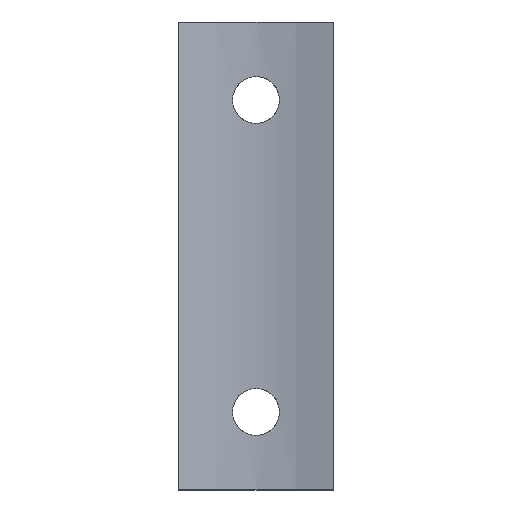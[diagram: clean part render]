
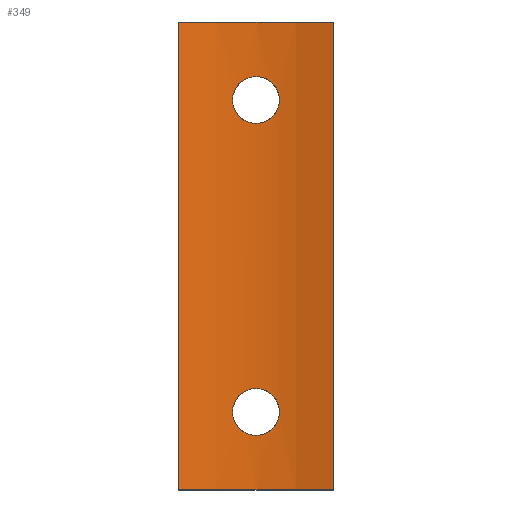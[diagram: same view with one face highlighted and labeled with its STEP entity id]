
A CAD part, top view. The second image highlights one B-rep face of the part: STEP entity #349.
In plain terms, the highlighted cylindrical face has radius 76.2 mm (diameter 152.4 mm), a partial arc.
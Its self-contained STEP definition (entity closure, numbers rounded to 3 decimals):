
#15=B_SPLINE_CURVE_WITH_KNOTS('',3,(#584,#585,#586,#587,#588,#589,#590,
#591,#592,#593,#594,#595,#596,#597,#598,#599,#600,#601,#602,#603,#604,#605,
#606,#607,#608,#609,#610,#611,#612,#613,#614,#615,#616,#617),
 .UNSPECIFIED.,.T.,.F.,(4,2,2,2,2,2,2,2,2,2,2,2,2,2,2,2,4),(0.,0.283,
0.565,0.848,1.131,1.414,1.696,
1.979,2.262,2.544,2.827,3.11,
3.393,3.675,3.958,4.241,4.523),
 .UNSPECIFIED.);
#16=B_SPLINE_CURVE_WITH_KNOTS('',3,(#621,#622,#623,#624,#625,#626,#627,
#628,#629,#630,#631,#632,#633,#634,#635,#636,#637,#638,#639,#640,#641,#642,
#643,#644,#645,#646,#647,#648,#649,#650,#651,#652,#653,#654),
 .UNSPECIFIED.,.T.,.F.,(4,2,2,2,2,2,2,2,2,2,2,2,2,2,2,2,4),(0.,0.283,
0.565,0.848,1.131,1.414,1.696,
1.979,2.262,2.544,2.827,3.11,
3.393,3.675,3.958,4.241,4.523),
 .UNSPECIFIED.);
#22=FACE_BOUND('',#75,.T.);
#23=FACE_BOUND('',#76,.T.);
#51=FACE_OUTER_BOUND('',#74,.T.);
#74=EDGE_LOOP('',(#307,#308,#309,#310));
#75=EDGE_LOOP('',(#311));
#76=EDGE_LOOP('',(#312));
#106=LINE('',#657,#136);
#108=LINE('',#662,#138);
#136=VECTOR('',#491,10.);
#138=VECTOR('',#497,10.);
#149=CIRCLE('',#392,76.2);
#154=CIRCLE('',#402,76.2);
#176=VERTEX_POINT('',#566);
#177=VERTEX_POINT('',#568);
#182=VERTEX_POINT('',#582);
#183=VERTEX_POINT('',#619);
#184=VERTEX_POINT('',#656);
#185=VERTEX_POINT('',#660);
#217=EDGE_CURVE('',#176,#177,#149,.T.);
#225=EDGE_CURVE('',#182,#182,#15,.T.);
#227=EDGE_CURVE('',#183,#183,#16,.T.);
#228=EDGE_CURVE('',#184,#177,#106,.T.);
#230=EDGE_CURVE('',#185,#184,#154,.T.);
#231=EDGE_CURVE('',#185,#176,#108,.T.);
#307=ORIENTED_EDGE('',*,*,#230,.T.);
#308=ORIENTED_EDGE('',*,*,#228,.T.);
#309=ORIENTED_EDGE('',*,*,#217,.F.);
#310=ORIENTED_EDGE('',*,*,#231,.F.);
#311=ORIENTED_EDGE('',*,*,#225,.T.);
#312=ORIENTED_EDGE('',*,*,#227,.T.);
#333=CYLINDRICAL_SURFACE('',#401,76.2);
#349=ADVANCED_FACE('',(#51,#22,#23),#333,.F.);
#392=AXIS2_PLACEMENT_3D('',#569,#469,#470);
#401=AXIS2_PLACEMENT_3D('',#659,#493,#494);
#402=AXIS2_PLACEMENT_3D('',#661,#495,#496);
#469=DIRECTION('center_axis',(0.,-1.,0.));
#470=DIRECTION('ref_axis',(-0.328,0.,0.945));
#491=DIRECTION('',(0.,1.,0.));
#493=DIRECTION('center_axis',(0.,1.,0.));
#494=DIRECTION('ref_axis',(-0.328,0.,0.945));
#495=DIRECTION('center_axis',(0.,-1.,0.));
#496=DIRECTION('ref_axis',(-0.328,0.,0.945));
#497=DIRECTION('',(0.,1.,0.));
#566=CARTESIAN_POINT('',(-25.,150.,-71.982));
#568=CARTESIAN_POINT('',(25.,150.,-71.982));
#569=CARTESIAN_POINT('Origin',(0.,150.,0.));
#582=CARTESIAN_POINT('',(7.5,25.,-75.83));
#584=CARTESIAN_POINT('Ctrl Pts',(7.5,25.,-75.83));
#585=CARTESIAN_POINT('Ctrl Pts',(7.5,24.058,-75.83));
#586=CARTESIAN_POINT('Ctrl Pts',(7.312,23.053,-75.849));
#587=CARTESIAN_POINT('Ctrl Pts',(6.546,21.205,-75.919));
#588=CARTESIAN_POINT('Ctrl Pts',(5.969,20.362,-75.969));
#589=CARTESIAN_POINT('Ctrl Pts',(4.638,19.031,-76.062));
#590=CARTESIAN_POINT('Ctrl Pts',(3.795,18.454,-76.111));
#591=CARTESIAN_POINT('Ctrl Pts',(1.947,17.688,-76.181));
#592=CARTESIAN_POINT('Ctrl Pts',(0.942,17.5,-76.2));
#593=CARTESIAN_POINT('Ctrl Pts',(-0.942,17.5,-76.2));
#594=CARTESIAN_POINT('Ctrl Pts',(-1.947,17.688,-76.181));
#595=CARTESIAN_POINT('Ctrl Pts',(-3.795,18.454,-76.111));
#596=CARTESIAN_POINT('Ctrl Pts',(-4.638,19.031,-76.062));
#597=CARTESIAN_POINT('Ctrl Pts',(-5.969,20.362,-75.969));
#598=CARTESIAN_POINT('Ctrl Pts',(-6.546,21.205,-75.919));
#599=CARTESIAN_POINT('Ctrl Pts',(-7.312,23.053,-75.849));
#600=CARTESIAN_POINT('Ctrl Pts',(-7.5,24.058,-75.83));
#601=CARTESIAN_POINT('Ctrl Pts',(-7.5,25.942,-75.83));
#602=CARTESIAN_POINT('Ctrl Pts',(-7.312,26.947,-75.849));
#603=CARTESIAN_POINT('Ctrl Pts',(-6.546,28.795,-75.919));
#604=CARTESIAN_POINT('Ctrl Pts',(-5.969,29.638,-75.969));
#605=CARTESIAN_POINT('Ctrl Pts',(-4.638,30.969,-76.062));
#606=CARTESIAN_POINT('Ctrl Pts',(-3.795,31.546,-76.111));
#607=CARTESIAN_POINT('Ctrl Pts',(-1.947,32.312,-76.181));
#608=CARTESIAN_POINT('Ctrl Pts',(-0.942,32.5,-76.2));
#609=CARTESIAN_POINT('Ctrl Pts',(0.942,32.5,-76.2));
#610=CARTESIAN_POINT('Ctrl Pts',(1.947,32.312,-76.181));
#611=CARTESIAN_POINT('Ctrl Pts',(3.795,31.546,-76.111));
#612=CARTESIAN_POINT('Ctrl Pts',(4.638,30.969,-76.062));
#613=CARTESIAN_POINT('Ctrl Pts',(5.969,29.638,-75.969));
#614=CARTESIAN_POINT('Ctrl Pts',(6.546,28.795,-75.919));
#615=CARTESIAN_POINT('Ctrl Pts',(7.312,26.947,-75.849));
#616=CARTESIAN_POINT('Ctrl Pts',(7.5,25.942,-75.83));
#617=CARTESIAN_POINT('Ctrl Pts',(7.5,25.,-75.83));
#619=CARTESIAN_POINT('',(7.5,125.,-75.83));
#621=CARTESIAN_POINT('Ctrl Pts',(7.5,125.,-75.83));
#622=CARTESIAN_POINT('Ctrl Pts',(7.5,124.058,-75.83));
#623=CARTESIAN_POINT('Ctrl Pts',(7.312,123.053,-75.849));
#624=CARTESIAN_POINT('Ctrl Pts',(6.546,121.205,-75.919));
#625=CARTESIAN_POINT('Ctrl Pts',(5.969,120.362,-75.969));
#626=CARTESIAN_POINT('Ctrl Pts',(4.638,119.031,-76.062));
#627=CARTESIAN_POINT('Ctrl Pts',(3.795,118.454,-76.111));
#628=CARTESIAN_POINT('Ctrl Pts',(1.947,117.688,-76.181));
#629=CARTESIAN_POINT('Ctrl Pts',(0.942,117.5,-76.2));
#630=CARTESIAN_POINT('Ctrl Pts',(-0.942,117.5,-76.2));
#631=CARTESIAN_POINT('Ctrl Pts',(-1.947,117.688,-76.181));
#632=CARTESIAN_POINT('Ctrl Pts',(-3.795,118.454,-76.111));
#633=CARTESIAN_POINT('Ctrl Pts',(-4.638,119.031,-76.062));
#634=CARTESIAN_POINT('Ctrl Pts',(-5.969,120.362,-75.969));
#635=CARTESIAN_POINT('Ctrl Pts',(-6.546,121.205,-75.919));
#636=CARTESIAN_POINT('Ctrl Pts',(-7.312,123.053,-75.849));
#637=CARTESIAN_POINT('Ctrl Pts',(-7.5,124.058,-75.83));
#638=CARTESIAN_POINT('Ctrl Pts',(-7.5,125.942,-75.83));
#639=CARTESIAN_POINT('Ctrl Pts',(-7.312,126.947,-75.849));
#640=CARTESIAN_POINT('Ctrl Pts',(-6.546,128.795,-75.919));
#641=CARTESIAN_POINT('Ctrl Pts',(-5.969,129.638,-75.969));
#642=CARTESIAN_POINT('Ctrl Pts',(-4.638,130.969,-76.062));
#643=CARTESIAN_POINT('Ctrl Pts',(-3.795,131.546,-76.111));
#644=CARTESIAN_POINT('Ctrl Pts',(-1.947,132.312,-76.181));
#645=CARTESIAN_POINT('Ctrl Pts',(-0.942,132.5,-76.2));
#646=CARTESIAN_POINT('Ctrl Pts',(0.942,132.5,-76.2));
#647=CARTESIAN_POINT('Ctrl Pts',(1.947,132.312,-76.181));
#648=CARTESIAN_POINT('Ctrl Pts',(3.795,131.546,-76.111));
#649=CARTESIAN_POINT('Ctrl Pts',(4.638,130.969,-76.062));
#650=CARTESIAN_POINT('Ctrl Pts',(5.969,129.638,-75.969));
#651=CARTESIAN_POINT('Ctrl Pts',(6.546,128.795,-75.919));
#652=CARTESIAN_POINT('Ctrl Pts',(7.312,126.947,-75.849));
#653=CARTESIAN_POINT('Ctrl Pts',(7.5,125.942,-75.83));
#654=CARTESIAN_POINT('Ctrl Pts',(7.5,125.,-75.83));
#656=CARTESIAN_POINT('',(25.,0.,-71.982));
#657=CARTESIAN_POINT('',(25.,0.,-71.982));
#659=CARTESIAN_POINT('Origin',(0.,0.,0.));
#660=CARTESIAN_POINT('',(-25.,0.,-71.982));
#661=CARTESIAN_POINT('Origin',(0.,0.,0.));
#662=CARTESIAN_POINT('',(-25.,0.,-71.982));
